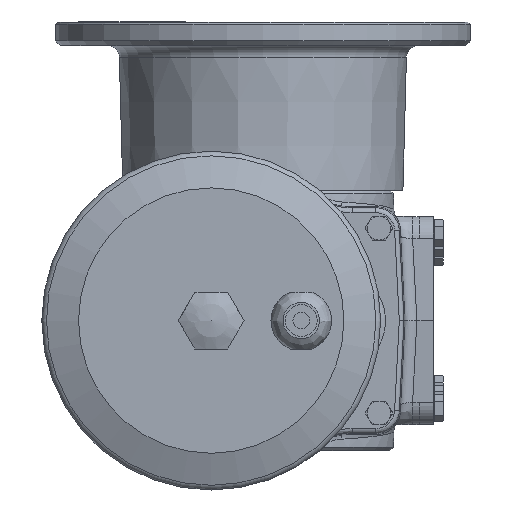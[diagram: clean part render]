
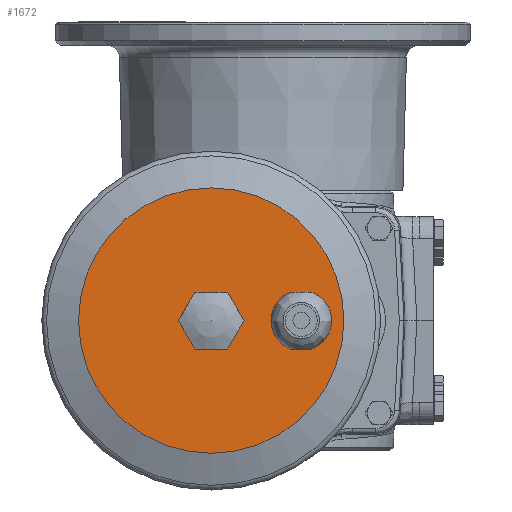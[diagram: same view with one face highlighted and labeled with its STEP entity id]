
A CAD part, left-side view. The second image highlights one B-rep face of the part: STEP entity #1672.
In plain terms, the highlighted planar face has unit normal (-1, 0, 0).
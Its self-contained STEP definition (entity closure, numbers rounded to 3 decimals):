
#1672 = ADVANCED_FACE( '', ( #3955, #3956, #3957 ), #3958, .T. );
#3955 = FACE_BOUND( '', #9797, .T. );
#3956 = FACE_OUTER_BOUND( '', #9798, .T. );
#3957 = FACE_BOUND( '', #9799, .T. );
#3958 = PLANE( '', #9800 );
#9797 = EDGE_LOOP( '', ( #16363, #16364, #16365, #16366 ) );
#9798 = EDGE_LOOP( '', ( #16367 ) );
#9799 = EDGE_LOOP( '', ( #16368, #16369, #16370, #16371, #16372, #16373 ) );
#9800 = AXIS2_PLACEMENT_3D( '', #16374, #16375, #16376 );
#16363 = ORIENTED_EDGE( '', *, *, #21252, .F. );
#16364 = ORIENTED_EDGE( '', *, *, #21253, .F. );
#16365 = ORIENTED_EDGE( '', *, *, #21175, .F. );
#16366 = ORIENTED_EDGE( '', *, *, #20410, .T. );
#16367 = ORIENTED_EDGE( '', *, *, #21254, .T. );
#16368 = ORIENTED_EDGE( '', *, *, #20657, .T. );
#16369 = ORIENTED_EDGE( '', *, *, #20395, .T. );
#16370 = ORIENTED_EDGE( '', *, *, #21255, .T. );
#16371 = ORIENTED_EDGE( '', *, *, #21256, .T. );
#16372 = ORIENTED_EDGE( '', *, *, #21257, .T. );
#16373 = ORIENTED_EDGE( '', *, *, #20317, .T. );
#16374 = CARTESIAN_POINT( '', ( -500.5, -34.2, 0. ) );
#16375 = DIRECTION( '', ( -1., 0., 0. ) );
#16376 = DIRECTION( '', ( 0., -1., 0. ) );
#20317 = EDGE_CURVE( '', #23226, #23228, #23230, .T. );
#20395 = EDGE_CURVE( '', #23346, #23348, #23350, .T. );
#20410 = EDGE_CURVE( '', #23373, #23371, #23374, .T. );
#20657 = EDGE_CURVE( '', #23228, #23346, #23749, .T. );
#21175 = EDGE_CURVE( '', #23373, #24502, #24503, .T. );
#21252 = EDGE_CURVE( '', #24611, #23371, #24612, .T. );
#21253 = EDGE_CURVE( '', #24502, #24611, #24613, .T. );
#21254 = EDGE_CURVE( '', #24614, #24614, #24615, .T. );
#21255 = EDGE_CURVE( '', #23348, #24616, #24617, .T. );
#21256 = EDGE_CURVE( '', #24616, #24618, #24619, .T. );
#21257 = EDGE_CURVE( '', #24618, #23226, #24620, .T. );
#23226 = VERTEX_POINT( '', #28142 );
#23228 = VERTEX_POINT( '', #28145 );
#23230 = LINE( '', #28148, #28149 );
#23346 = VERTEX_POINT( '', #28310 );
#23348 = VERTEX_POINT( '', #28313 );
#23350 = LINE( '', #28316, #28317 );
#23371 = VERTEX_POINT( '', #28377 );
#23373 = VERTEX_POINT( '', #28380 );
#23374 = LINE( '', #28381, #28382 );
#23749 = LINE( '', #29064, #29065 );
#24502 = VERTEX_POINT( '', #30823 );
#24503 = CIRCLE( '', #30824, 12.8 );
#24611 = VERTEX_POINT( '', #31059 );
#24612 = CIRCLE( '', #31060, 12.8 );
#24613 = LINE( '', #31061, #31062 );
#24614 = VERTEX_POINT( '', #31063 );
#24615 = CIRCLE( '', #31064, 56. );
#24616 = VERTEX_POINT( '', #31065 );
#24617 = LINE( '', #31066, #31067 );
#24618 = VERTEX_POINT( '', #31068 );
#24619 = LINE( '', #31069, #31070 );
#24620 = LINE( '', #31071, #31072 );
#28142 = CARTESIAN_POINT( '', ( -500.5, 14.872, -12. ) );
#28145 = CARTESIAN_POINT( '', ( -500.5, 28.728, -12. ) );
#28148 = CARTESIAN_POINT( '', ( -500.5, 14.872, -12. ) );
#28149 = VECTOR( '', #33490, 1000. );
#28310 = CARTESIAN_POINT( '', ( -500.5, 35.656, 0. ) );
#28313 = CARTESIAN_POINT( '', ( -500.5, 28.728, 12. ) );
#28316 = CARTESIAN_POINT( '', ( -500.5, 35.656, 0. ) );
#28317 = VECTOR( '', #33584, 1000. );
#28377 = CARTESIAN_POINT( '', ( -500.5, -11.746, -12. ) );
#28380 = CARTESIAN_POINT( '', ( -500.5, -20.654, -12. ) );
#28381 = CARTESIAN_POINT( '', ( -500.5, -20.654, -12. ) );
#28382 = VECTOR( '', #33598, 1000. );
#29064 = CARTESIAN_POINT( '', ( -500.5, 28.728, -12. ) );
#29065 = VECTOR( '', #33911, 1000. );
#30823 = CARTESIAN_POINT( '', ( -500.5, -20.654, 12. ) );
#30824 = AXIS2_PLACEMENT_3D( '', #34567, #34568, #34569 );
#31059 = CARTESIAN_POINT( '', ( -500.5, -11.746, 12. ) );
#31060 = AXIS2_PLACEMENT_3D( '', #34657, #34658, #34659 );
#31061 = CARTESIAN_POINT( '', ( -500.5, -20.654, 12. ) );
#31062 = VECTOR( '', #34660, 1000. );
#31063 = CARTESIAN_POINT( '', ( -500.5, -34.2, 0. ) );
#31064 = AXIS2_PLACEMENT_3D( '', #34661, #34662, #34663 );
#31065 = CARTESIAN_POINT( '', ( -500.5, 14.872, 12. ) );
#31066 = CARTESIAN_POINT( '', ( -500.5, 28.728, 12. ) );
#31067 = VECTOR( '', #34664, 1000. );
#31068 = CARTESIAN_POINT( '', ( -500.5, 7.944, 0. ) );
#31069 = CARTESIAN_POINT( '', ( -500.5, 14.872, 12. ) );
#31070 = VECTOR( '', #34665, 1000. );
#31071 = CARTESIAN_POINT( '', ( -500.5, 7.944, 0. ) );
#31072 = VECTOR( '', #34666, 1000. );
#33490 = DIRECTION( '', ( 0., 1., 0. ) );
#33584 = DIRECTION( '', ( 0., -0.5, 0.866 ) );
#33598 = DIRECTION( '', ( 0., 1., 0. ) );
#33911 = DIRECTION( '', ( 0., 0.5, 0.866 ) );
#34567 = CARTESIAN_POINT( '', ( -500.5, -16.2, 0. ) );
#34568 = DIRECTION( '', ( -1., 0., 0. ) );
#34569 = DIRECTION( '', ( 0., -1., 0. ) );
#34657 = CARTESIAN_POINT( '', ( -500.5, -16.2, 0. ) );
#34658 = DIRECTION( '', ( -1., 0., 0. ) );
#34659 = DIRECTION( '', ( 0., -1., 0. ) );
#34660 = DIRECTION( '', ( 0., 1., 0. ) );
#34661 = CARTESIAN_POINT( '', ( -500.5, 21.8, 0. ) );
#34662 = DIRECTION( '', ( -1., 0., 0. ) );
#34663 = DIRECTION( '', ( 0., -1., 0. ) );
#34664 = DIRECTION( '', ( 0., -1., 0. ) );
#34665 = DIRECTION( '', ( 0., -0.5, -0.866 ) );
#34666 = DIRECTION( '', ( 0., 0.5, -0.866 ) );
